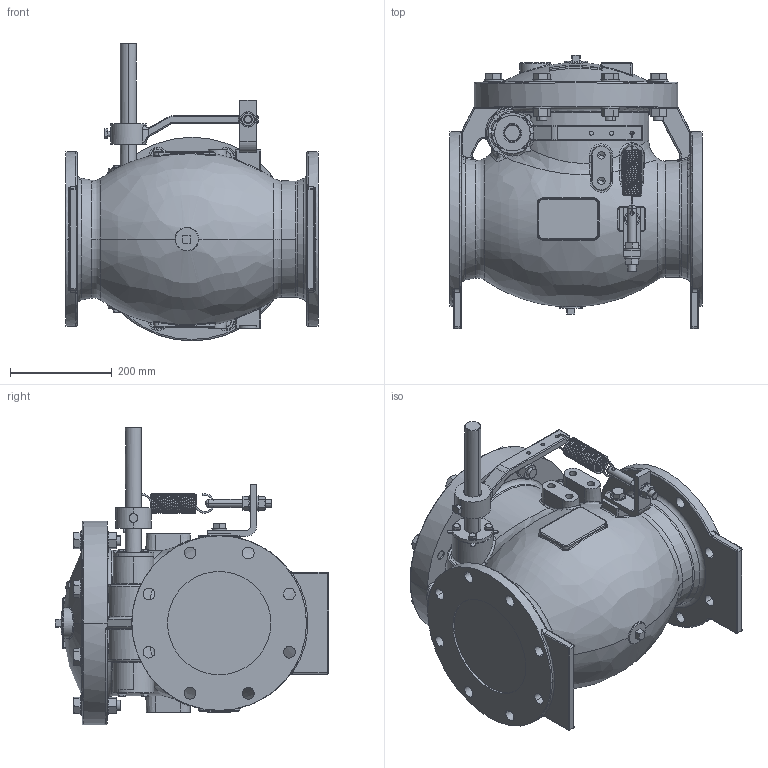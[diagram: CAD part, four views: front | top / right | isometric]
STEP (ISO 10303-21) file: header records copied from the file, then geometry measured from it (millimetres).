
FILE_DESCRIPTION((''),'2;1');
FILE_NAME('7808LS_SW0001','2023-10-30T14:28:17',('jlesh'),(''),'CREO PARAMETRIC BY PTC INC, 2023072','CREO PARAMETRIC BY PTC INC, 2023072','');
FILE_SCHEMA(('AUTOMOTIVE_DESIGN { 1 0 10303 214 1 1 1 1 }'));
Products named in the file (1): 7808LS_SW0001
Bounding box: 495 x 536.68 x 585 mm (x, y, z)
Volume: 49828323.4 mm3; surface area: 1370436.7 mm2
Topology: 3 solids, 4 shells, 1352 faces, 3201 edges, 1925 vertices
Faces by surface type: plane 487, cylinder 342, cone 250, bspline 181, torus 81, sphere 11
Entity records: 79708 total; most frequent: CARTESIAN_POINT 43533, ORIENTED_EDGE 6362, DIRECTION 5884, EDGE_CURVE 3181, AXIS2_PLACEMENT_3D 2394, VERTEX_POINT 1925, EDGE_LOOP 1506, FACE_OUTER_BOUND 1352
